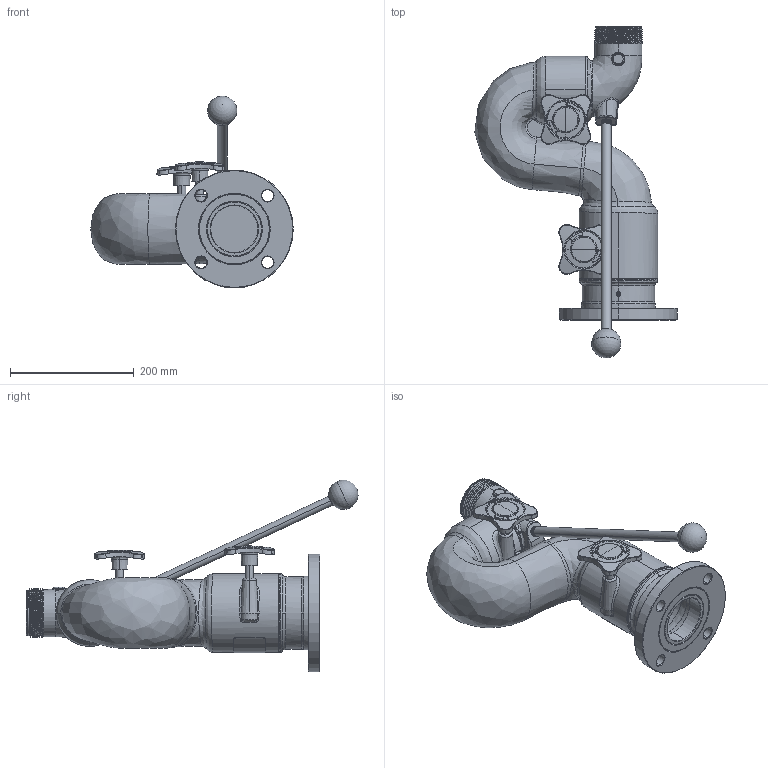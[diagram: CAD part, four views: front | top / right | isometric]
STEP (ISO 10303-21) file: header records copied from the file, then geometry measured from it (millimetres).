
FILE_DESCRIPTION (( 'STEP AP214' ), '1' );
FILE_NAME ('8593-02_CopperheadDD.STEP', '2010-08-05T21:08:01', ( 'Rick' ), ( '' ), 'SwSTEP 2.0', 'SolidWorks 2010', '' );
FILE_SCHEMA (( 'AUTOMOTIVE_DESIGN' ));
Length unit declared in the file: inch
Products named in the file (13): Products.Monitors.8500-02 (Vulcan) Tiller-Vulcan (Tiller)16668001lock shaft bushing20NULL; Products.Monitors.8593-02 (Copperhead) Tiller-Copperhead28136001Elbow-Discharge (Manual) Brass40NULL; Products.Monitors.8593-02 (Copperhead) Tiller-Copperhead80296001-ASMKnob and Handle Sub-Assy40NULL; Products.Monitors.8500-02 (Vulcan) Tiller-Vulcan (Tiller)44378000label-identification10NULL; 8593-02_CopperheadDD; Release-Details 40000 - 4499942023000Knob-Handle (1-78 Dia)10NULL; Products.Monitors.8593-02 (Copperhead) Tiller-Copperhead61522001Shaft-Handle (16.5-lg) SS10NULL; Products.Monitors.8593-02 (Copperhead) Tiller-Copperhead17941001Base-Monitor (3.0-150 lb FF Flange) Brass60NULL; Products.Monitors.8593-02 (Copperhead) Tiller-Copperhead8593-02Copperhead Monitor Assembly110NULL; Products.Monitors.8593-02 (Copperhead) Tiller-Copperhead42080001Knob-Lock (Brass)10NULL; Products.Monitors.8593-02 (Copperhead) Tiller-Copperhead17913001Body-Inlet (Manual) Brass60NULL; Main8593-02_Copperhead_Copy-10NULL; Products.Monitors.8593-02 (Copperhead) Tiller-Copperhead81329101-ASMLock Knob Sub-Assy70NULL
Assembly tree (13 placements, depth 5):
  8593-02_CopperheadDD
    Main8593-02_Copperhead_Copy-10NULL
      Products.Monitors.8593-02 (Copperhead) Tiller-Copperhead8593-02Copperhead Monitor Assembly110NULL
        Products.Monitors.8500-02 (Vulcan) Tiller-Vulcan (Tiller)44378000label-identification10NULL
        Products.Monitors.8593-02 (Copperhead) Tiller-Copperhead81329101-ASMLock Knob Sub-Assy70NULL  x2
          Products.Monitors.8593-02 (Copperhead) Tiller-Copperhead42080001Knob-Lock (Brass)10NULL
          Products.Monitors.8500-02 (Vulcan) Tiller-Vulcan (Tiller)16668001lock shaft bushing20NULL
        Products.Monitors.8593-02 (Copperhead) Tiller-Copperhead28136001Elbow-Discharge (Manual) Brass40NULL
        Products.Monitors.8593-02 (Copperhead) Tiller-Copperhead17941001Base-Monitor (3.0-150 lb FF Flange) Brass60NULL
        Products.Monitors.8593-02 (Copperhead) Tiller-Copperhead80296001-ASMKnob and Handle Sub-Assy40NULL
          Products.Monitors.8593-02 (Copperhead) Tiller-Copperhead61522001Shaft-Handle (16.5-lg) SS10NULL
          Release-Details 40000 - 4499942023000Knob-Handle (1-78 Dia)10NULL
        Products.Monitors.8593-02 (Copperhead) Tiller-Copperhead17913001Body-Inlet (Manual) Brass60NULL
Bounding box: 327.57 x 537.09 x 310.28 mm (x, y, z)
Volume: 7292179.8 mm3; surface area: 534517.6 mm2
Topology: 10 solids, 10 shells, 617 faces, 1515 edges, 933 vertices
Faces by surface type: bspline 220, cylinder 178, cone 90, plane 69, torus 36, sphere 24
Entity records: 55590 total; most frequent: CARTESIAN_POINT 38903, ORIENTED_EDGE 2592, DIRECTION 1797, EDGE_CURVE 1296, VERTEX_POINT 802, AXIS2_PLACEMENT_3D 758, B_SPLINE_CURVE_WITH_KNOTS 587, EDGE_LOOP 556
